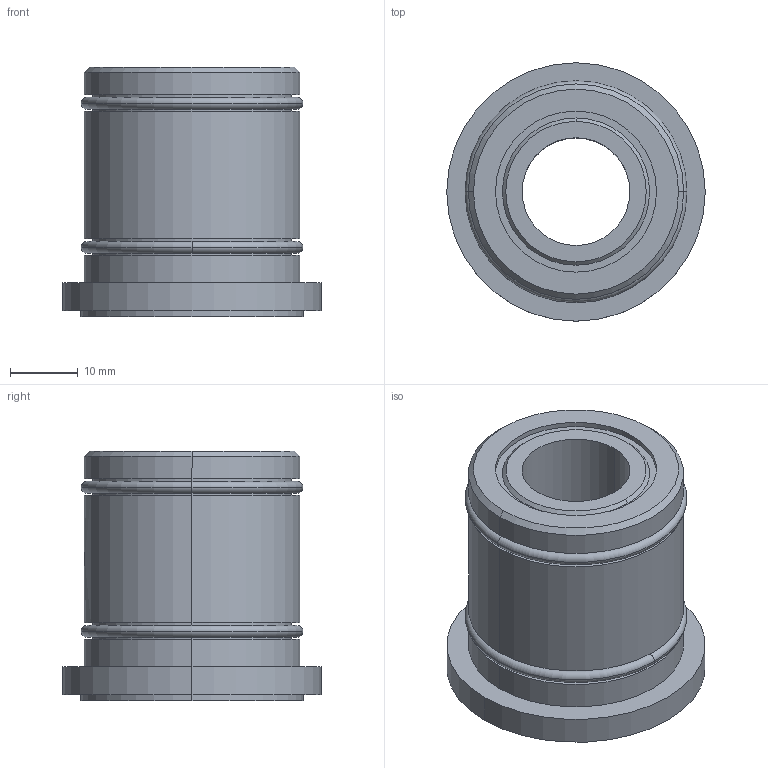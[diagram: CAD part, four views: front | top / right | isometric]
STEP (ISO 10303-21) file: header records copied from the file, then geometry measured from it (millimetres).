
FILE_DESCRIPTION (( 'STEP AP203' ), '1' );
FILE_NAME ('C301601.STEP', '2015-10-07T18:04:10', ( '' ), ( '' ), 'SwSTEP 2.0', 'SolidWorks 2015', '' );
FILE_SCHEMA (( 'CONFIG_CONTROL_DESIGN' ));
Length unit declared in the file: inch
Products named in the file (1): C301601
Bounding box: 38.1 x 38.1 x 36.78 mm (x, y, z)
Volume: 23031 mm3; surface area: 9040.9 mm2
Topology: 3 solids, 3 shells, 43 faces, 86 edges, 54 vertices
Faces by surface type: cylinder 20, plane 10, torus 8, cone 4, bspline 1
Entity records: 1461 total; most frequent: CARTESIAN_POINT 431, DIRECTION 226, ORIENTED_EDGE 172, AXIS2_PLACEMENT_3D 101, EDGE_CURVE 86, CIRCLE 58, VERTEX_POINT 54, EDGE_LOOP 54
